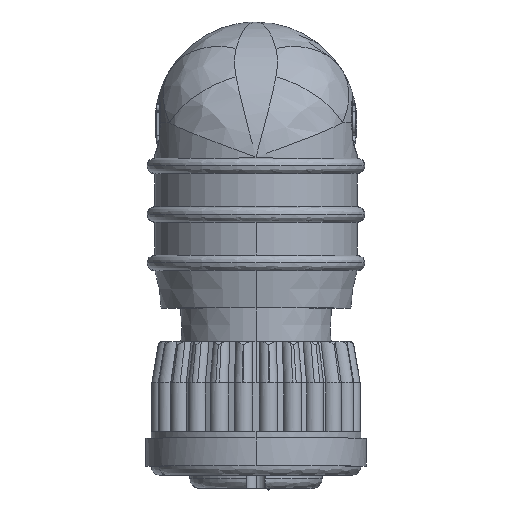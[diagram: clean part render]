
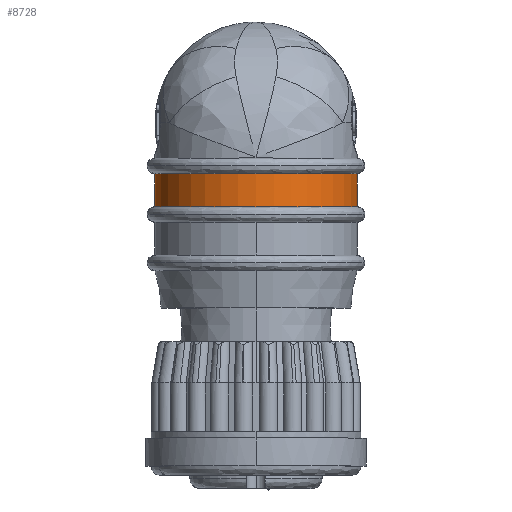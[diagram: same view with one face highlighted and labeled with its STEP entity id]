
A CAD part, top view. The second image highlights one B-rep face of the part: STEP entity #8728.
In plain terms, the highlighted cylindrical face has radius 8.255 mm (diameter 16.51 mm), a partial arc.
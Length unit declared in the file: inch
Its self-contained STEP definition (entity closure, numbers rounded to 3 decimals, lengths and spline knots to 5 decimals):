
#57 = FACE_OUTER_BOUND ( 'NONE', #13723, .T. ) ;
#208 = VERTEX_POINT ( 'NONE', #16245 ) ;
#491 = CARTESIAN_POINT ( 'NONE',  ( 0.20732, 0.4713, -0.25052 ) ) ;
#530 = VERTEX_POINT ( 'NONE', #6719 ) ;
#555 = AXIS2_PLACEMENT_3D ( 'NONE', #17617, #6588, #19466 ) ;
#566 = CARTESIAN_POINT ( 'NONE',  ( 0.28522, 0.57038, -0.15581 ) ) ;
#642 = VERTEX_POINT ( 'NONE', #12435 ) ;
#1083 = AXIS2_PLACEMENT_3D ( 'NONE', #21550, #10497, #23419 ) ;
#1105 = DIRECTION ( 'NONE',  ( 0., 1., 0. ) ) ;
#1317 = CARTESIAN_POINT ( 'NONE',  ( -0.19877, 0.46438, -0.25713 ) ) ;
#1346 = CARTESIAN_POINT ( 'NONE',  ( -0.325, 0.46438, 0. ) ) ;
#1597 = CARTESIAN_POINT ( 'NONE',  ( -0.23225, 0.49432, -0.22851 ) ) ;
#1750 = DIRECTION ( 'NONE',  ( 0., 1., 0. ) ) ;
#2352 = CARTESIAN_POINT ( 'NONE',  ( 0.21569, 0.47878, -0.24337 ) ) ;
#2601 = CARTESIAN_POINT ( 'NONE',  ( 0.19877, 0.46438, -0.25713 ) ) ;
#2756 = CARTESIAN_POINT ( 'NONE',  ( 0.325, 0.57038, 0. ) ) ;
#2919 = CARTESIAN_POINT ( 'NONE',  ( 0., 0.46438, 0. ) ) ;
#3158 = CIRCLE ( 'NONE', #3433, 0.325 ) ;
#3307 = AXIS2_PLACEMENT_3D ( 'NONE', #15354, #4277, #17216 ) ;
#3362 = CARTESIAN_POINT ( 'NONE',  ( -0.28522, 0.57038, -0.15581 ) ) ;
#3433 = AXIS2_PLACEMENT_3D ( 'NONE', #12159, #1105, #13998 ) ;
#3444 = CARTESIAN_POINT ( 'NONE',  ( -0.19877, 0.46438, -0.25713 ) ) ;
#3796 = CYLINDRICAL_SURFACE ( 'NONE', #22190, 0.325 ) ;
#3832 = ORIENTED_EDGE ( 'NONE', *, *, #15133, .F. ) ;
#4186 = CARTESIAN_POINT ( 'NONE',  ( 0.23184, 0.49503, -0.22784 ) ) ;
#4277 = DIRECTION ( 'NONE',  ( 0., 1., 0. ) ) ;
#4523 = ORIENTED_EDGE ( 'NONE', *, *, #18949, .F. ) ;
#4766 = DIRECTION ( 'NONE',  ( 0., 0., -1. ) ) ;
#5072 = CARTESIAN_POINT ( 'NONE',  ( 0.28522, 0.57038, -0.15581 ) ) ;
#5237 = CARTESIAN_POINT ( 'NONE',  ( -0.27354, 0.54941, -0.17586 ) ) ;
#5950 = VERTEX_POINT ( 'NONE', #2756 ) ;
#6061 = CARTESIAN_POINT ( 'NONE',  ( 0.24061, 0.50478, -0.21851 ) ) ;
#6088 = VERTEX_POINT ( 'NONE', #5072 ) ;
#6588 = DIRECTION ( 'NONE',  ( 0., 1., 0. ) ) ;
#6719 = CARTESIAN_POINT ( 'NONE',  ( -0.325, 0.57038, 0. ) ) ;
#7109 = CARTESIAN_POINT ( 'NONE',  ( -0.26073, 0.53033, -0.1941 ) ) ;
#7250 = EDGE_CURVE ( 'NONE', #208, #11464, #14826, .T. ) ;
#7936 = CARTESIAN_POINT ( 'NONE',  ( 0.24536, 0.51041, -0.21313 ) ) ;
#8041 = B_SPLINE_CURVE_WITH_KNOTS ( 'NONE', 3,
 ( #13378, #491, #2352, #15252, #4186, #17118, #6061, #18933, #7936, #20796, #9723, #22676, #11605, #566 ),
 .UNSPECIFIED., .F., .F.,
 ( 4, 2, 2, 1, 1, 2, 2, 4 ),
 ( 0., 0.25, 0.375, 0.4375, 0.46875, 0.48437, 0.5, 1. ),
 .UNSPECIFIED. ) ;
#8043 = DIRECTION ( 'NONE',  ( 0., -1., 0. ) ) ;
#8728 = ADVANCED_FACE ( 'NONE', ( #57 ), #3796, .T. ) ;
#8923 = CARTESIAN_POINT ( 'NONE',  ( -0.25322, 0.52022, -0.20376 ) ) ;
#9723 = CARTESIAN_POINT ( 'NONE',  ( 0.24681, 0.51217, -0.21145 ) ) ;
#9773 = EDGE_CURVE ( 'NONE', #11464, #6088, #8041, .T. ) ;
#9968 = EDGE_CURVE ( 'NONE', #642, #18254, #20001, .T. ) ;
#10497 = DIRECTION ( 'NONE',  ( 0., 1., 0. ) ) ;
#10786 = CARTESIAN_POINT ( 'NONE',  ( -0.24896, 0.51482, -0.20892 ) ) ;
#11038 = EDGE_CURVE ( 'NONE', #18898, #208, #20443, .T. ) ;
#11464 = VERTEX_POINT ( 'NONE', #2601 ) ;
#11605 = CARTESIAN_POINT ( 'NONE',  ( 0.27396, 0.54883, -0.17641 ) ) ;
#11741 = DIRECTION ( 'NONE',  ( 0., 0., -1. ) ) ;
#11832 = AXIS2_PLACEMENT_3D ( 'NONE', #12799, #1750, #14659 ) ;
#12117 = AXIS2_PLACEMENT_3D ( 'NONE', #2919, #15831, #4766 ) ;
#12159 = CARTESIAN_POINT ( 'NONE',  ( 0., 0.46438, 0. ) ) ;
#12435 = CARTESIAN_POINT ( 'NONE',  ( -0.28522, 0.57038, -0.15581 ) ) ;
#12630 = CARTESIAN_POINT ( 'NONE',  ( -0.24771, 0.51327, -0.2104 ) ) ;
#12799 = CARTESIAN_POINT ( 'NONE',  ( 0., 0.57038, 0. ) ) ;
#12978 = ORIENTED_EDGE ( 'NONE', *, *, #16919, .F. ) ;
#13253 = ORIENTED_EDGE ( 'NONE', *, *, #14283, .T. ) ;
#13378 = CARTESIAN_POINT ( 'NONE',  ( 0.19877, 0.46438, -0.25713 ) ) ;
#13723 = EDGE_LOOP ( 'NONE', ( #13253, #23493, #21470, #19999, #12978, #3832, #4523, #23446 ) ) ;
#13998 = DIRECTION ( 'NONE',  ( 0., 0., -1. ) ) ;
#14034 = CIRCLE ( 'NONE', #555, 0.325 ) ;
#14283 = EDGE_CURVE ( 'NONE', #18254, #18898, #3158, .T. ) ;
#14420 = CARTESIAN_POINT ( 'NONE',  ( -0.27959, 0.5596, -0.16611 ) ) ;
#14513 = CARTESIAN_POINT ( 'NONE',  ( -0.21587, 0.47821, -0.24391 ) ) ;
#14659 = DIRECTION ( 'NONE',  ( 1., 0., 0. ) ) ;
#14826 = CIRCLE ( 'NONE', #12117, 0.325 ) ;
#14974 = CIRCLE ( 'NONE', #3307, 0.325 ) ;
#15133 = EDGE_CURVE ( 'NONE', #530, #5950, #14974, .T. ) ;
#15252 = CARTESIAN_POINT ( 'NONE',  ( 0.22785, 0.49086, -0.23182 ) ) ;
#15354 = CARTESIAN_POINT ( 'NONE',  ( 0., 0.57038, 0. ) ) ;
#15831 = DIRECTION ( 'NONE',  ( 0., 1., 0. ) ) ;
#16245 = CARTESIAN_POINT ( 'NONE',  ( 0.325, 0.46438, 0. ) ) ;
#16548 = CIRCLE ( 'NONE', #11832, 0.325 ) ;
#16919 = EDGE_CURVE ( 'NONE', #5950, #6088, #14034, .T. ) ;
#17118 = CARTESIAN_POINT ( 'NONE',  ( 0.2377, 0.50149, -0.22166 ) ) ;
#17216 = DIRECTION ( 'NONE',  ( 1., 0., 0. ) ) ;
#17617 = CARTESIAN_POINT ( 'NONE',  ( 0., 0.57038, 0. ) ) ;
#18118 = CARTESIAN_POINT ( 'NONE',  ( -0.26399, 0.53499, -0.18964 ) ) ;
#18254 = VERTEX_POINT ( 'NONE', #1317 ) ;
#18898 = VERTEX_POINT ( 'NONE', #1346 ) ;
#18933 = CARTESIAN_POINT ( 'NONE',  ( 0.24394, 0.50871, -0.21476 ) ) ;
#18949 = EDGE_CURVE ( 'NONE', #642, #530, #16548, .T. ) ;
#19466 = DIRECTION ( 'NONE',  ( 1., 0., 0. ) ) ;
#19971 = CARTESIAN_POINT ( 'NONE',  ( -0.25574, 0.52355, -0.20057 ) ) ;
#19999 = ORIENTED_EDGE ( 'NONE', *, *, #9773, .T. ) ;
#20001 = B_SPLINE_CURVE_WITH_KNOTS ( 'NONE', 3,
 ( #3362, #14420, #5237, #18118, #7109, #19971, #8923, #21833, #10786, #23695, #12630, #1597, #14513, #3444 ),
 .UNSPECIFIED., .F., .F.,
 ( 4, 2, 2, 1, 1, 2, 2, 4 ),
 ( 0., 0.25, 0.375, 0.4375, 0.46875, 0.48438, 0.5, 1. ),
 .UNSPECIFIED. ) ;
#20443 = CIRCLE ( 'NONE', #1083, 0.325 ) ;
#20796 = CARTESIAN_POINT ( 'NONE',  ( 0.2463, 0.51155, -0.21204 ) ) ;
#21470 = ORIENTED_EDGE ( 'NONE', *, *, #7250, .T. ) ;
#21550 = CARTESIAN_POINT ( 'NONE',  ( 0., 0.46438, 0. ) ) ;
#21833 = CARTESIAN_POINT ( 'NONE',  ( -0.25024, 0.51643, -0.20738 ) ) ;
#22190 = AXIS2_PLACEMENT_3D ( 'NONE', #22802, #8043, #11741 ) ;
#22676 = CARTESIAN_POINT ( 'NONE',  ( 0.26102, 0.5296, -0.19479 ) ) ;
#22802 = CARTESIAN_POINT ( 'NONE',  ( 0., 0.11338, 0. ) ) ;
#23419 = DIRECTION ( 'NONE',  ( 0., 0., -1. ) ) ;
#23446 = ORIENTED_EDGE ( 'NONE', *, *, #9968, .T. ) ;
#23493 = ORIENTED_EDGE ( 'NONE', *, *, #11038, .T. ) ;
#23695 = CARTESIAN_POINT ( 'NONE',  ( -0.2481, 0.51375, -0.20993 ) ) ;
